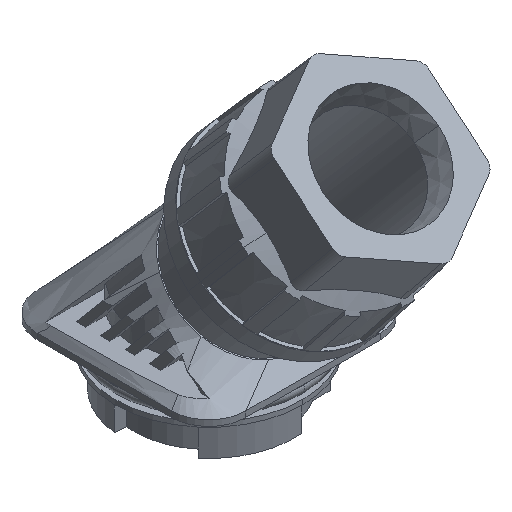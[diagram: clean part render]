
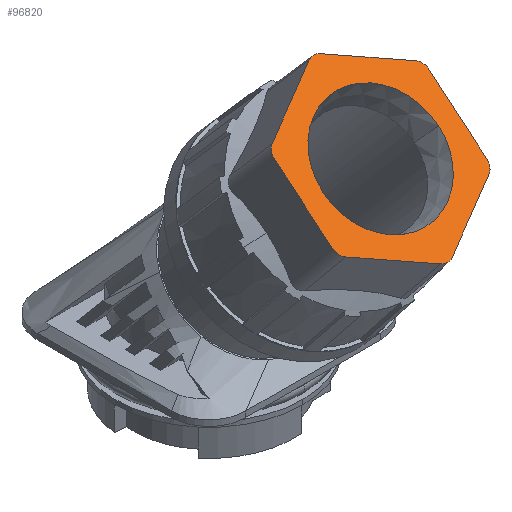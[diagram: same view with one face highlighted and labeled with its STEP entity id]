
A CAD part, isometric view. The second image highlights one B-rep face of the part: STEP entity #96820.
In plain terms, the highlighted face is planar.
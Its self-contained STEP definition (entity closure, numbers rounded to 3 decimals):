
#30810=CARTESIAN_POINT('',(-181.825,-10.164,
23.923));
#30820=DIRECTION('',(0.,0.,
1.));
#30830=DIRECTION('',(-0.5,0.866,
0.));
#30840=AXIS2_PLACEMENT_3D('',#30810,#30820,#30830);
#30850=ELLIPSE('',#30840,2.,2.);
#30860=CARTESIAN_POINT('',(-181.825,-12.164,
23.923));
#30870=VERTEX_POINT('',#30860);
#30880=CARTESIAN_POINT('',(-180.093,-11.164,
23.923));
#30890=VERTEX_POINT('',#30880);
#30900=EDGE_CURVE('',#30870,#30890,#30850,.T.);
#36220=CARTESIAN_POINT('',(-194.911,-10.164,
23.923));
#36230=DIRECTION('',(0.,0.,
1.));
#36240=DIRECTION('',(0.5,0.866,
0.));
#36250=AXIS2_PLACEMENT_3D('',#36220,#36230,#36240);
#36260=ELLIPSE('',#36250,2.,2.);
#36270=CARTESIAN_POINT('',(-196.643,-11.164,
23.923));
#36280=VERTEX_POINT('',#36270);
#36290=CARTESIAN_POINT('',(-194.911,-12.164,
23.923));
#36300=VERTEX_POINT('',#36290);
#36310=EDGE_CURVE('',#36280,#36300,#36260,.T.);
#46760=CARTESIAN_POINT('',(-194.911,12.501,
23.923));
#46770=DIRECTION('',(0.,0.,
1.));
#46780=DIRECTION('',(-0.5,0.866,
0.));
#46790=AXIS2_PLACEMENT_3D('',#46760,#46770,#46780);
#46800=ELLIPSE('',#46790,2.,2.);
#46810=CARTESIAN_POINT('',(-194.911,14.502,
23.923));
#46820=VERTEX_POINT('',#46810);
#46830=CARTESIAN_POINT('',(-196.643,13.502,
23.923));
#46840=VERTEX_POINT('',#46830);
#46850=EDGE_CURVE('',#46820,#46840,#46800,.T.);
#51250=CARTESIAN_POINT('',(-164.643,15.596,
23.923));
#51260=DIRECTION('',(-0.5,-0.866,
0.));
#51270=VECTOR('',#51260,1.);
#51280=LINE('',#51250,#51270);
#51290=CARTESIAN_POINT('',(-173.55,0.169,
23.923));
#51300=VERTEX_POINT('',#51290);
#51310=EDGE_CURVE('',#51300,#30890,#51280,.T.);
#56820=CARTESIAN_POINT('',(-180.093,13.502,
23.923));
#56830=VERTEX_POINT('',#56820);
#57090=CARTESIAN_POINT('',(-173.55,2.169,
23.923));
#57100=VERTEX_POINT('',#57090);
#57130=CARTESIAN_POINT('',(-181.302,15.596,
23.923));
#57140=DIRECTION('',(0.5,-0.866,
0.));
#57150=VECTOR('',#57140,1.);
#57160=LINE('',#57130,#57150);
#57170=EDGE_CURVE('',#56830,#57100,#57160,.T.);
#58660=CARTESIAN_POINT('',(-181.825,14.502,
23.923));
#58670=VERTEX_POINT('',#58660);
#58700=CARTESIAN_POINT('',(-241.657,14.502,
23.923));
#58710=DIRECTION('',(1.,0.,
0.));
#58720=VECTOR('',#58710,1.);
#58730=LINE('',#58700,#58720);
#58740=EDGE_CURVE('',#46820,#58670,#58730,.T.);
#63860=CARTESIAN_POINT('',(-175.282,1.169,
23.923));
#63870=DIRECTION('',(0.,0.,
1.));
#63880=DIRECTION('',(1.,0.,
0.));
#63890=AXIS2_PLACEMENT_3D('',#63860,#63870,#63880);
#63900=ELLIPSE('',#63890,2.,2.);
#63910=EDGE_CURVE('',#51300,#57100,#63900,.T.);
#64650=CARTESIAN_POINT('',(-241.657,-12.164,
23.923));
#64660=DIRECTION('',(-1.,0.,
0.));
#64670=VECTOR('',#64660,1.);
#64680=LINE('',#64650,#64670);
#64690=EDGE_CURVE('',#30870,#36300,#64680,.T.);
#72410=CARTESIAN_POINT('',(-181.825,12.501,
23.923));
#72420=DIRECTION('',(0.,0.,
1.));
#72430=DIRECTION('',(0.5,0.866,
0.));
#72440=AXIS2_PLACEMENT_3D('',#72410,#72420,#72430);
#72450=ELLIPSE('',#72440,2.,2.);
#72460=EDGE_CURVE('',#56830,#58670,#72450,.T.);
#75470=CARTESIAN_POINT('',(-201.454,1.169,
23.923));
#75480=DIRECTION('',(0.,0.,
1.));
#75490=DIRECTION('',(1.,0.,
0.));
#75500=AXIS2_PLACEMENT_3D('',#75470,#75480,#75490);
#75510=ELLIPSE('',#75500,2.,2.);
#75520=CARTESIAN_POINT('',(-203.186,2.169,
23.923));
#75530=VERTEX_POINT('',#75520);
#75540=CARTESIAN_POINT('',(-203.186,0.169,
23.923));
#75550=VERTEX_POINT('',#75540);
#75560=EDGE_CURVE('',#75530,#75550,#75510,.T.);
#76120=CARTESIAN_POINT('',(-188.368,11.124,
23.923));
#76130=VERTEX_POINT('',#76120);
#76240=CARTESIAN_POINT('',(-188.368,-8.787,
23.923));
#76250=VERTEX_POINT('',#76240);
#76280=CARTESIAN_POINT('',(-188.368,1.169,
23.923));
#76290=DIRECTION('',(0.,0.,
1.));
#76300=DIRECTION('',(-1.,0.,
0.));
#76310=AXIS2_PLACEMENT_3D('',#76280,#76290,#76300);
#76320=CIRCLE('',#76310,9.956);
#76330=CARTESIAN_POINT('',(-198.324,1.169,
23.923));
#76340=VERTEX_POINT('',#76330);
#76350=EDGE_CURVE('',#76340,#76250,#76320,.T.);
#76370=EDGE_CURVE('',#76130,#76340,#76320,.T.);
#76730=CARTESIAN_POINT('',(-212.093,15.596,
23.923));
#76740=DIRECTION('',(-0.5,0.866,
0.));
#76750=VECTOR('',#76740,1.);
#76760=LINE('',#76730,#76750);
#76770=EDGE_CURVE('',#36280,#75550,#76760,.T.);
#76940=CARTESIAN_POINT('',(-195.434,15.596,
23.923));
#76950=DIRECTION('',(0.5,0.866,
0.));
#76960=VECTOR('',#76950,1.);
#76970=LINE('',#76940,#76960);
#76980=EDGE_CURVE('',#75530,#46840,#76970,.T.);
#96570=CARTESIAN_POINT('',(-173.248,14.446,
23.923));
#96580=DIRECTION('',(0.,0.,
1.));
#96590=DIRECTION('',(1.,0.,
0.));
#96600=AXIS2_PLACEMENT_3D('',#96570,#96580,#96590);
#96610=PLANE('',#96600);
#96620=ORIENTED_EDGE('',*,*,#76350,.F.);
#96630=EDGE_CURVE('',#76250,#76130,#76320,.T.);
#96640=ORIENTED_EDGE('',*,*,#96630,.F.);
#96650=ORIENTED_EDGE('',*,*,#76370,.F.);
#96660=EDGE_LOOP('',(#96650,#96640,#96620));
#96670=FACE_BOUND('',#96660,.T.);
#96680=ORIENTED_EDGE('',*,*,#57170,.F.);
#96690=ORIENTED_EDGE('',*,*,#63910,.T.);
#96700=ORIENTED_EDGE('',*,*,#51310,.F.);
#96710=ORIENTED_EDGE('',*,*,#30900,.T.);
#96720=ORIENTED_EDGE('',*,*,#64690,.F.);
#96730=ORIENTED_EDGE('',*,*,#36310,.T.);
#96740=ORIENTED_EDGE('',*,*,#76770,.F.);
#96750=ORIENTED_EDGE('',*,*,#75560,.T.);
#96760=ORIENTED_EDGE('',*,*,#76980,.F.);
#96770=ORIENTED_EDGE('',*,*,#46850,.T.);
#96780=ORIENTED_EDGE('',*,*,#58740,.F.);
#96790=ORIENTED_EDGE('',*,*,#72460,.T.);
#96800=EDGE_LOOP('',(#96790,#96780,#96770,#96760,#96750,#96740,#96730,
#96720,#96710,#96700,#96690,#96680));
#96810=FACE_OUTER_BOUND('',#96800,.T.);
#96820=ADVANCED_FACE('',(#96670,#96810),#96610,.T.);
